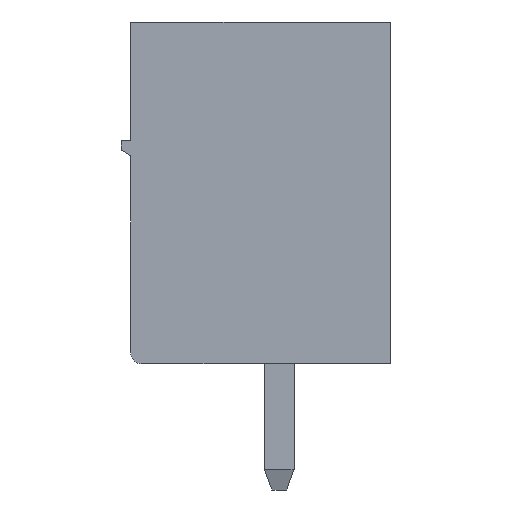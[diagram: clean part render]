
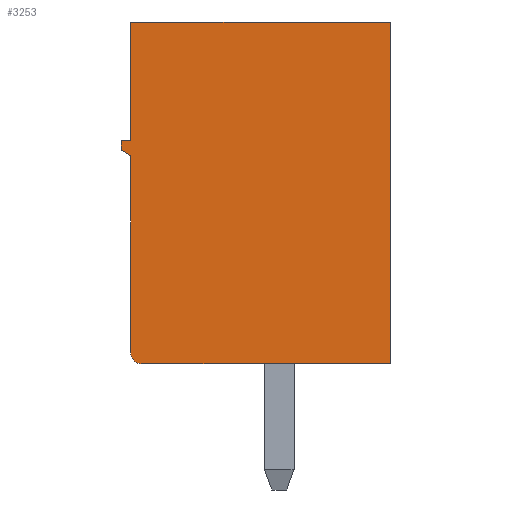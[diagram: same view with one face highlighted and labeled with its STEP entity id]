
A CAD part, left-side view. The second image highlights one B-rep face of the part: STEP entity #3253.
In plain terms, the highlighted planar face has unit normal (-1, 0, 0).
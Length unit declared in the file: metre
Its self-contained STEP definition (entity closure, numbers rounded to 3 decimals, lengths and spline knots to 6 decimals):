
#3253=ADVANCED_FACE('',(#6580),#6581,.T.);
#6580=FACE_OUTER_BOUND('',#9898,.T.);
#6581=PLANE('',#9899);
#9898=EDGE_LOOP('',(#19687,#19688,#19689,#19690,#19691,#19692,#19693,#19694,#19695));
#9899=AXIS2_PLACEMENT_3D('',#19696,#19697,#19698);
#19687=ORIENTED_EDGE('',*,*,#19720,.F.);
#19688=ORIENTED_EDGE('',*,*,#19723,.F.);
#19689=ORIENTED_EDGE('',*,*,#19711,.F.);
#19690=ORIENTED_EDGE('',*,*,#19703,.F.);
#19691=ORIENTED_EDGE('',*,*,#19707,.T.);
#19692=ORIENTED_EDGE('',*,*,#20207,.T.);
#19693=ORIENTED_EDGE('',*,*,#20093,.T.);
#19694=ORIENTED_EDGE('',*,*,#19741,.T.);
#19695=ORIENTED_EDGE('',*,*,#19716,.F.);
#19696=CARTESIAN_POINT('',(-1.087027,0.01036,-0.008267));
#19697=DIRECTION('',(-1.0,0.,0.0));
#19698=DIRECTION('',(0.,-1.0,0.0));
#19703=EDGE_CURVE('',#23527,#23523,#23529,.T.);
#19707=EDGE_CURVE('',#23527,#23533,#23535,.T.);
#19711=EDGE_CURVE('',#23523,#23538,#23541,.T.);
#19716=EDGE_CURVE('',#23548,#23544,#23550,.T.);
#19720=EDGE_CURVE('',#23554,#23548,#23556,.T.);
#19723=EDGE_CURVE('',#23538,#23554,#23559,.T.);
#19741=EDGE_CURVE('',#23590,#23544,#23593,.T.);
#20093=EDGE_CURVE('',#24295,#23590,#24296,.T.);
#20207=EDGE_CURVE('',#23533,#24295,#24489,.T.);
#23523=VERTEX_POINT('',#29095);
#23527=VERTEX_POINT('',#29101);
#23529=LINE('',#29104,#29105);
#23533=VERTEX_POINT('',#29109);
#23535=CIRCLE('',#29112,0.0003);
#23538=VERTEX_POINT('',#29115);
#23541=LINE('',#29120,#29121);
#23544=VERTEX_POINT('',#29124);
#23548=VERTEX_POINT('',#29130);
#23550=LINE('',#29133,#29134);
#23554=VERTEX_POINT('',#29139);
#23556=LINE('',#29142,#29143);
#23559=LINE('',#29147,#29148);
#23590=VERTEX_POINT('',#29192);
#23593=LINE('',#29197,#29198);
#24295=VERTEX_POINT('',#30221);
#24296=LINE('',#30222,#30223);
#24489=LINE('',#30526,#30527);
#29095=CARTESIAN_POINT('',(-1.087027,0.01086,-0.002667));
#29101=CARTESIAN_POINT('',(-1.087027,0.01086,-0.007967));
#29104=CARTESIAN_POINT('',(-1.087027,0.01086,-0.008267));
#29105=VECTOR('',#37347,1.0);
#29109=CARTESIAN_POINT('',(-1.087027,0.01056,-0.008267));
#29112=AXIS2_PLACEMENT_3D('',#37352,#37353,#37354);
#29115=CARTESIAN_POINT('',(-1.087027,0.01111,-0.002517));
#29120=CARTESIAN_POINT('',(-1.087027,0.008021,-0.00437));
#29121=VECTOR('',#37357,1.0);
#29124=CARTESIAN_POINT('',(-1.087027,0.01086,0.000933));
#29130=CARTESIAN_POINT('',(-1.087027,0.01086,-0.002267));
#29133=CARTESIAN_POINT('',(-1.087027,0.01086,-0.008267));
#29134=VECTOR('',#37361,1.0);
#29139=CARTESIAN_POINT('',(-1.087027,0.01111,-0.002267));
#29142=CARTESIAN_POINT('',(-1.087027,0.01036,-0.002267));
#29143=VECTOR('',#37364,1.0);
#29147=CARTESIAN_POINT('',(-1.087027,0.01111,-0.008267));
#29148=VECTOR('',#37366,1.0);
#29192=CARTESIAN_POINT('',(-1.087027,0.00386,0.000933));
#29197=CARTESIAN_POINT('',(-1.087027,0.01036,0.000933));
#29198=VECTOR('',#37385,1.0);
#30221=CARTESIAN_POINT('',(-1.087027,0.00386,-0.008267));
#30222=CARTESIAN_POINT('',(-1.087027,0.00386,-0.008267));
#30223=VECTOR('',#37794,1.0);
#30526=CARTESIAN_POINT('',(-1.087027,0.01036,-0.008267));
#30527=VECTOR('',#37911,1.0);
#37347=DIRECTION('',(0.,0.,1.0));
#37352=CARTESIAN_POINT('',(-1.087027,0.01056,-0.007967));
#37353=DIRECTION('',(-1.0,0.,0.0));
#37354=DIRECTION('',(0.,-1.0,0.0));
#37357=DIRECTION('',(0.,0.857,0.514));
#37361=DIRECTION('',(0.,0.,1.0));
#37364=DIRECTION('',(0.,-1.0,0.));
#37366=DIRECTION('',(0.,0.,1.0));
#37385=DIRECTION('',(0.,1.0,-0.0));
#37794=DIRECTION('',(0.0,0.0,1.0));
#37911=DIRECTION('',(0.,-1.0,0.0));
